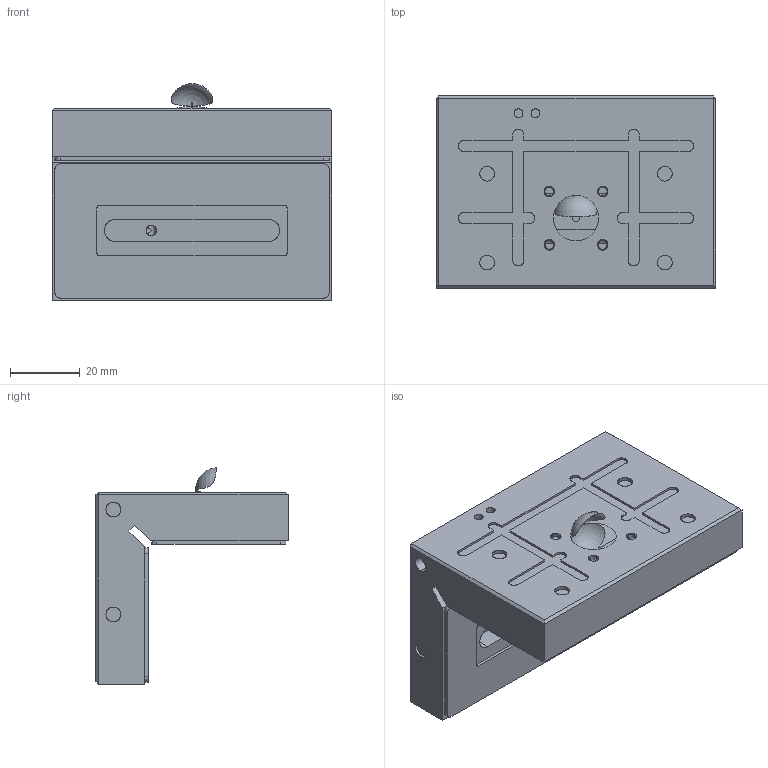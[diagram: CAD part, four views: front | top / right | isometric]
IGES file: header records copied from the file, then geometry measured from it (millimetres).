
Start section: SolidWorks IGES file using analytic representation for surfaces
Global section: file name: OAVMOD40L80V_basic.IGS; native system: SolidWorks 2021; preprocessor: SolidWorks 2021; author: 16097; date: 231101.104248; units: inch
Bounding box: 80 x 55 x 61.98 mm (x, y, z)
Surface area: 24610.5 mm2 (no closed solid volume)
Topology: 0 solids, 0 shells, 309 faces, 4189 edges, 4181 vertices
Faces by surface type: revolution 163, bspline 146
